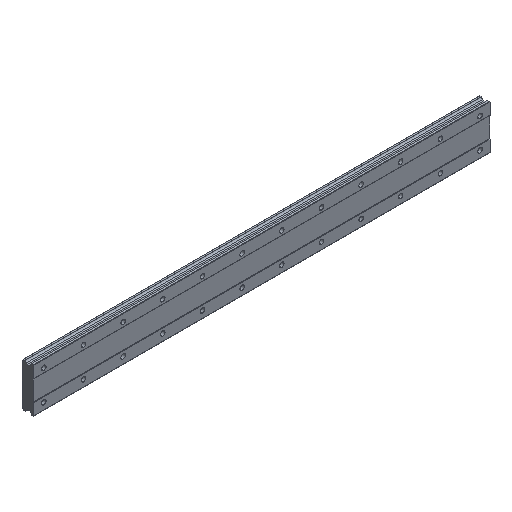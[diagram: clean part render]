
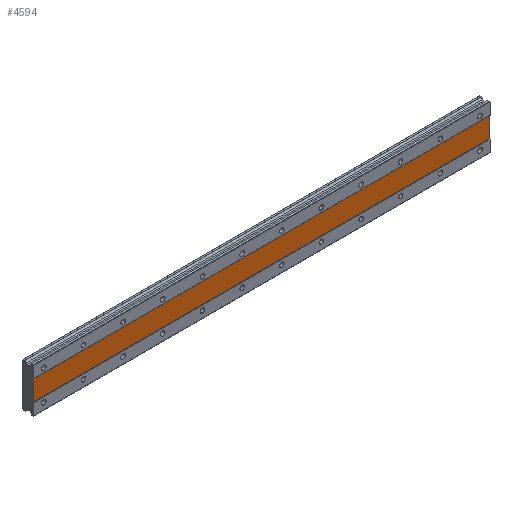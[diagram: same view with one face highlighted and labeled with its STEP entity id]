
A CAD part, isometric view. The second image highlights one B-rep face of the part: STEP entity #4594.
In plain terms, the highlighted planar face has unit normal (0, -1, 0).
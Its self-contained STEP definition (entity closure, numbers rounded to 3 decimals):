
#47 = CARTESIAN_POINT ( 'NONE',  ( -20., 1., 20. ) ) ;
#205 = VERTEX_POINT ( 'NONE', #4293 ) ;
#229 = CARTESIAN_POINT ( 'NONE',  ( 900., 1., -20. ) ) ;
#264 = CARTESIAN_POINT ( 'NONE',  ( 900., 1., -20. ) ) ;
#294 = DIRECTION ( 'NONE',  ( 1., 0., 0. ) ) ;
#383 = LINE ( 'NONE', #264, #3051 ) ;
#397 = CARTESIAN_POINT ( 'NONE',  ( -20., 1., -20. ) ) ;
#1122 = ORIENTED_EDGE ( 'NONE', *, *, #1937, .F. ) ;
#1142 = LINE ( 'NONE', #4836, #2288 ) ;
#1254 = VECTOR ( 'NONE', #3436, 1000. ) ;
#1278 = EDGE_LOOP ( 'NONE', ( #3418, #1122, #3114, #3027 ) ) ;
#1330 = VECTOR ( 'NONE', #2938, 1000. ) ;
#1446 = VERTEX_POINT ( 'NONE', #2526 ) ;
#1617 = FACE_OUTER_BOUND ( 'NONE', #1278, .T. ) ;
#1794 = DIRECTION ( 'NONE',  ( -1., 0., 0. ) ) ;
#1844 = VERTEX_POINT ( 'NONE', #397 ) ;
#1937 = EDGE_CURVE ( 'NONE', #1446, #2663, #2293, .T. ) ;
#2284 = EDGE_CURVE ( 'NONE', #205, #1446, #1142, .T. ) ;
#2288 = VECTOR ( 'NONE', #294, 1000. ) ;
#2293 = LINE ( 'NONE', #4472, #1330 ) ;
#2384 = CARTESIAN_POINT ( 'NONE',  ( 900., 1., 20. ) ) ;
#2423 = EDGE_CURVE ( 'NONE', #1844, #205, #2446, .T. ) ;
#2446 = LINE ( 'NONE', #47, #1254 ) ;
#2526 = CARTESIAN_POINT ( 'NONE',  ( 900., 1., 20. ) ) ;
#2663 = VERTEX_POINT ( 'NONE', #229 ) ;
#2938 = DIRECTION ( 'NONE',  ( 0., 0., -1. ) ) ;
#3027 = ORIENTED_EDGE ( 'NONE', *, *, #2423, .F. ) ;
#3051 = VECTOR ( 'NONE', #1794, 1000. ) ;
#3114 = ORIENTED_EDGE ( 'NONE', *, *, #2284, .F. ) ;
#3414 = PLANE ( 'NONE',  #4091 ) ;
#3418 = ORIENTED_EDGE ( 'NONE', *, *, #4840, .F. ) ;
#3436 = DIRECTION ( 'NONE',  ( 0., 0., 1. ) ) ;
#3805 = DIRECTION ( 'NONE',  ( 0., 1., 0. ) ) ;
#3868 = DIRECTION ( 'NONE',  ( 0., 0., 1. ) ) ;
#4091 = AXIS2_PLACEMENT_3D ( 'NONE', #2384, #3805, #3868 ) ;
#4293 = CARTESIAN_POINT ( 'NONE',  ( -20., 1., 20. ) ) ;
#4472 = CARTESIAN_POINT ( 'NONE',  ( 900., 1., 20. ) ) ;
#4594 = ADVANCED_FACE ( 'NONE', ( #1617 ), #3414, .F. ) ;
#4836 = CARTESIAN_POINT ( 'NONE',  ( 900., 1., 20. ) ) ;
#4840 = EDGE_CURVE ( 'NONE', #2663, #1844, #383, .T. ) ;
